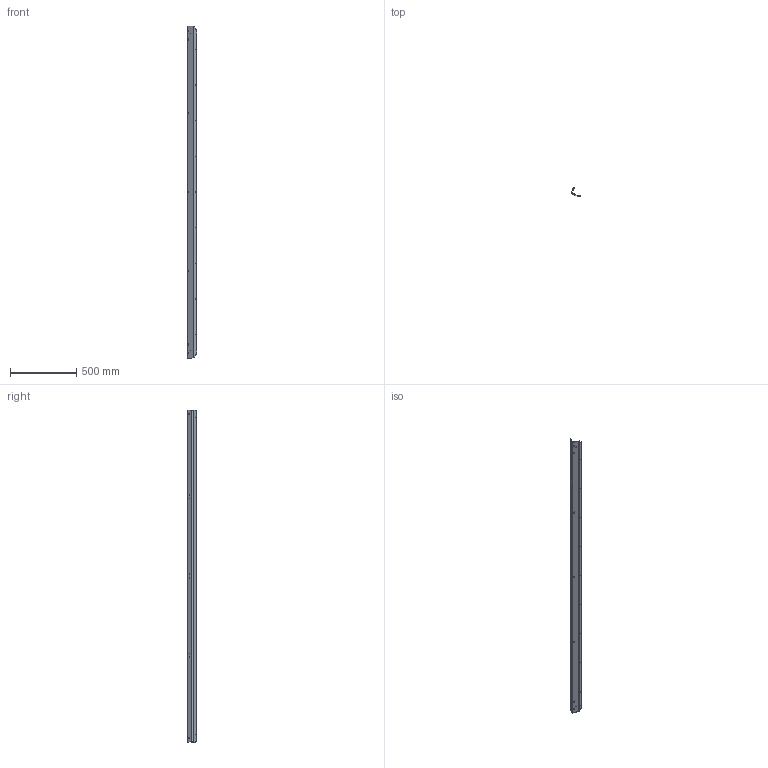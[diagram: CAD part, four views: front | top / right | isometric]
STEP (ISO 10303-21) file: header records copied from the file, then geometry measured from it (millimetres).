
FILE_DESCRIPTION (( 'STEP AP203' ), '1' );
FILE_NAME ('CV03-C-02_REV_A.step', '2025-08-17T05:11:06', ( '' ), ( '' ), 'SwSTEP 2.0', 'SolidWorks 2024', '' );
FILE_SCHEMA (( 'CONFIG_CONTROL_DESIGN' ));
Length unit declared in the file: millimetre
Products named in the file (1): CV03-C-02_REV_A
Bounding box: 71.99 x 66.5 x 2514.8 mm (x, y, z)
Volume: 898550.7 mm3; surface area: 616555.4 mm2
Topology: 1 solids, 1 shells, 134 faces, 380 edges, 248 vertices
Faces by surface type: plane 90, cylinder 44
Entity records: 4505 total; most frequent: CARTESIAN_POINT 763, ORIENTED_EDGE 760, DIRECTION 738, EDGE_CURVE 380, VECTOR 292, LINE 292, VERTEX_POINT 248, AXIS2_PLACEMENT_3D 223
